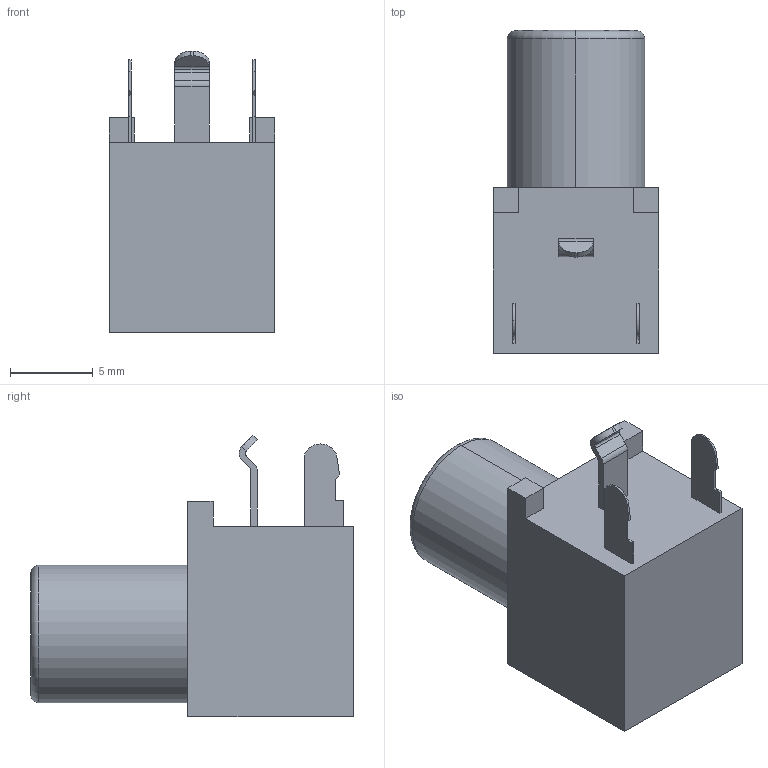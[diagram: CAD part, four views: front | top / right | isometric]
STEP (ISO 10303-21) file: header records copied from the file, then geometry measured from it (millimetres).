
FILE_DESCRIPTION (( 'STEP AP214' ), '1' );
FILE_NAME ('pjran1x1_Series.STEP', '2014-07-03T19:49:40', ( '' ), ( '' ), 'SwSTEP 2.0', 'SolidWorks 2014', '' );
FILE_SCHEMA (( 'AUTOMOTIVE_DESIGN' ));
Length unit declared in the file: inch
Products named in the file (1): pjran1x1_Series
Bounding box: 10 x 19.51 x 17.01 mm (x, y, z)
Volume: 1586.8 mm3; surface area: 1093.7 mm2
Topology: 1 solids, 1 shells, 61 faces, 155 edges, 102 vertices
Faces by surface type: plane 40, cylinder 17, cone 2, torus 2
Entity records: 1881 total; most frequent: CARTESIAN_POINT 331, DIRECTION 315, ORIENTED_EDGE 310, EDGE_CURVE 155, LINE 111, VECTOR 111, AXIS2_PLACEMENT_3D 102, VERTEX_POINT 102
